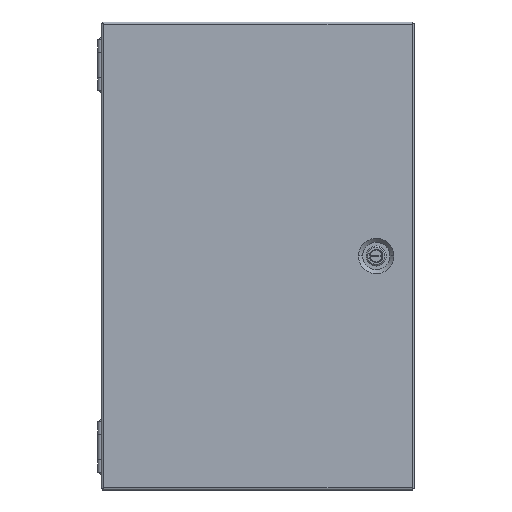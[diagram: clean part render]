
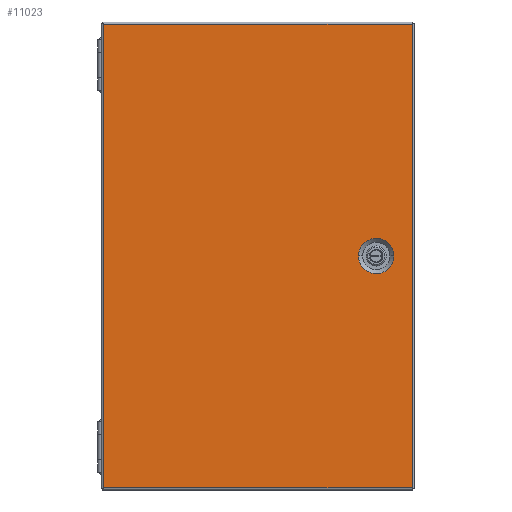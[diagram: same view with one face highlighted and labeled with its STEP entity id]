
A CAD part, top view. The second image highlights one B-rep face of the part: STEP entity #11023.
In plain terms, the highlighted planar face has unit normal (0, 0, 1).
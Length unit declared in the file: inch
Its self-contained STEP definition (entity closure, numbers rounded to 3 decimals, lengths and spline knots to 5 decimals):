
#569 = CARTESIAN_POINT ( 'NONE',  ( -6.0855, 9.1045, 4.118 ) ) ;
#763 = DIRECTION ( 'NONE',  ( 1., 0., 0. ) ) ;
#997 = VECTOR ( 'NONE', #16671, 39.37008 ) ;
#1665 = CARTESIAN_POINT ( 'NONE',  ( 6.0425, 9.1045, 4.118 ) ) ;
#1689 = DIRECTION ( 'NONE',  ( 1., 0., 0. ) ) ;
#3248 = CARTESIAN_POINT ( 'NONE',  ( 6.0425, 9.1045, 4.118 ) ) ;
#3705 = FACE_OUTER_BOUND ( 'NONE', #22526, .T. ) ;
#4441 = VERTEX_POINT ( 'NONE', #23858 ) ;
#5231 = VERTEX_POINT ( 'NONE', #569 ) ;
#5729 = DIRECTION ( 'NONE',  ( 0., 0., -1. ) ) ;
#5736 = VERTEX_POINT ( 'NONE', #21418 ) ;
#6089 = EDGE_CURVE ( 'NONE', #4441, #6330, #14073, .T. ) ;
#6330 = VERTEX_POINT ( 'NONE', #20845 ) ;
#6512 = CARTESIAN_POINT ( 'NONE',  ( 6.0425, -9.1035, 4.118 ) ) ;
#6747 = VERTEX_POINT ( 'NONE', #11256 ) ;
#7141 = VERTEX_POINT ( 'NONE', #1665 ) ;
#9246 = FACE_BOUND ( 'NONE', #22803, .T. ) ;
#9271 = CARTESIAN_POINT ( 'NONE',  ( 6.0425, -9.1035, 4.118 ) ) ;
#9637 = DIRECTION ( 'NONE',  ( 1., 0., 0. ) ) ;
#9984 = ORIENTED_EDGE ( 'NONE', *, *, #6089, .T. ) ;
#10155 = DIRECTION ( 'NONE',  ( 1., 0., 0. ) ) ;
#10550 = EDGE_CURVE ( 'NONE', #6747, #5736, #11117, .T. ) ;
#10559 = CARTESIAN_POINT ( 'NONE',  ( 4.6285, 0.0005, 4.118 ) ) ;
#10579 = EDGE_CURVE ( 'NONE', #6330, #7141, #15177, .T. ) ;
#10649 = VECTOR ( 'NONE', #17316, 39.37008 ) ;
#10789 = EDGE_CURVE ( 'NONE', #5231, #4441, #20446, .T. ) ;
#10909 = DIRECTION ( 'NONE',  ( -1., 0., 0. ) ) ;
#11023 = ADVANCED_FACE ( 'NONE', ( #9246, #3705 ), #11254, .T. ) ;
#11052 = AXIS2_PLACEMENT_3D ( 'NONE', #10559, #19864, #763 ) ;
#11117 = CIRCLE ( 'NONE', #23971, 0.69489 ) ;
#11254 = PLANE ( 'NONE',  #15434 ) ;
#11256 = CARTESIAN_POINT ( 'NONE',  ( 3.93361, 0.0005, 4.118 ) ) ;
#11370 = ORIENTED_EDGE ( 'NONE', *, *, #10789, .T. ) ;
#12921 = LINE ( 'NONE', #3248, #20978 ) ;
#13794 = VECTOR ( 'NONE', #10155, 39.37008 ) ;
#14073 = LINE ( 'NONE', #6512, #13794 ) ;
#14494 = ORIENTED_EDGE ( 'NONE', *, *, #22382, .T. ) ;
#15177 = LINE ( 'NONE', #9271, #10649 ) ;
#15434 = AXIS2_PLACEMENT_3D ( 'NONE', #18920, #24836, #1689 ) ;
#16550 = CARTESIAN_POINT ( 'NONE',  ( -6.0855, -9.1035, 4.118 ) ) ;
#16671 = DIRECTION ( 'NONE',  ( 0., -1., 0. ) ) ;
#17316 = DIRECTION ( 'NONE',  ( 0., 1., 0. ) ) ;
#18435 = EDGE_CURVE ( 'NONE', #5736, #6747, #19477, .T. ) ;
#18920 = CARTESIAN_POINT ( 'NONE',  ( 6.0425, -9.1035, 4.118 ) ) ;
#19477 = CIRCLE ( 'NONE', #11052, 0.69489 ) ;
#19864 = DIRECTION ( 'NONE',  ( 0., 0., -1. ) ) ;
#20184 = ORIENTED_EDGE ( 'NONE', *, *, #18435, .T. ) ;
#20446 = LINE ( 'NONE', #16550, #997 ) ;
#20718 = CARTESIAN_POINT ( 'NONE',  ( 4.6285, 0.0005, 4.118 ) ) ;
#20845 = CARTESIAN_POINT ( 'NONE',  ( 6.0425, -9.1035, 4.118 ) ) ;
#20978 = VECTOR ( 'NONE', #10909, 39.37008 ) ;
#21418 = CARTESIAN_POINT ( 'NONE',  ( 5.32339, 0.0005, 4.118 ) ) ;
#22207 = ORIENTED_EDGE ( 'NONE', *, *, #10579, .T. ) ;
#22382 = EDGE_CURVE ( 'NONE', #7141, #5231, #12921, .T. ) ;
#22526 = EDGE_LOOP ( 'NONE', ( #14494, #11370, #9984, #22207 ) ) ;
#22803 = EDGE_LOOP ( 'NONE', ( #20184, #23403 ) ) ;
#23403 = ORIENTED_EDGE ( 'NONE', *, *, #10550, .T. ) ;
#23858 = CARTESIAN_POINT ( 'NONE',  ( -6.0855, -9.1035, 4.118 ) ) ;
#23971 = AXIS2_PLACEMENT_3D ( 'NONE', #20718, #5729, #9637 ) ;
#24836 = DIRECTION ( 'NONE',  ( 0., 0., 1. ) ) ;
